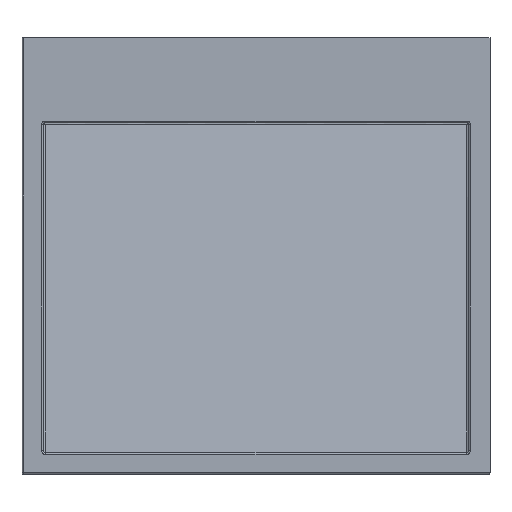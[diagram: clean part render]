
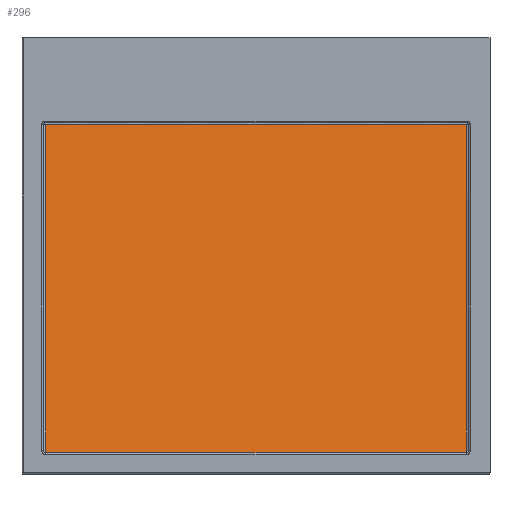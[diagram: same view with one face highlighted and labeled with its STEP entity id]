
A CAD part, top view. The second image highlights one B-rep face of the part: STEP entity #296.
In plain terms, the highlighted planar face has unit normal (0, 0.156, 0.988).
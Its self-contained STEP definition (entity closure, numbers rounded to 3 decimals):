
#296=ADVANCED_FACE('',(#597),#433,.F.);
#433=PLANE('',#3620);
#597=FACE_OUTER_BOUND('',#1592,.T.);
#832=LINE('',#5222,#1199);
#841=LINE('',#5241,#1208);
#852=LINE('',#5264,#1219);
#863=LINE('',#5287,#1230);
#872=LINE('',#5306,#1239);
#887=LINE('',#5337,#1254);
#894=LINE('',#5352,#1261);
#909=LINE('',#5423,#1276);
#913=LINE('',#5435,#1280);
#958=LINE('',#5541,#1325);
#959=LINE('',#5542,#1326);
#960=LINE('',#5543,#1327);
#961=LINE('',#5544,#1328);
#962=LINE('',#5545,#1329);
#963=LINE('',#5546,#1330);
#964=LINE('',#5547,#1331);
#965=LINE('',#5548,#1332);
#966=LINE('',#5549,#1333);
#1199=VECTOR('',#4123,1.);
#1208=VECTOR('',#4138,1.);
#1219=VECTOR('',#4157,1.);
#1230=VECTOR('',#4176,1.);
#1239=VECTOR('',#4191,1.);
#1254=VECTOR('',#4218,1.);
#1261=VECTOR('',#4229,1.);
#1276=VECTOR('',#4316,1.);
#1280=VECTOR('',#4328,1.);
#1325=VECTOR('',#4411,1.);
#1326=VECTOR('',#4412,1.);
#1327=VECTOR('',#4413,1.);
#1328=VECTOR('',#4414,1.);
#1329=VECTOR('',#4415,1.);
#1330=VECTOR('',#4416,1.);
#1331=VECTOR('',#4417,1.);
#1332=VECTOR('',#4418,1.);
#1333=VECTOR('',#4419,1.);
#1592=EDGE_LOOP('',(#2295,#2296,#2297,#2298,#2299,#2300,#2301,#2302,#2303,
#2304,#2305,#2306,#2307,#2308,#2309,#2310,#2311,#2312));
#2295=ORIENTED_EDGE('',*,*,#3273,.F.);
#2296=ORIENTED_EDGE('',*,*,#3119,.F.);
#2297=ORIENTED_EDGE('',*,*,#3274,.F.);
#2298=ORIENTED_EDGE('',*,*,#3159,.F.);
#2299=ORIENTED_EDGE('',*,*,#3275,.F.);
#2300=ORIENTED_EDGE('',*,*,#3150,.F.);
#2301=ORIENTED_EDGE('',*,*,#3276,.F.);
#2302=ORIENTED_EDGE('',*,*,#3128,.F.);
#2303=ORIENTED_EDGE('',*,*,#3277,.F.);
#2304=ORIENTED_EDGE('',*,*,#3174,.F.);
#2305=ORIENTED_EDGE('',*,*,#3278,.F.);
#2306=ORIENTED_EDGE('',*,*,#3181,.F.);
#2307=ORIENTED_EDGE('',*,*,#3279,.F.);
#2308=ORIENTED_EDGE('',*,*,#3216,.T.);
#2309=ORIENTED_EDGE('',*,*,#3280,.F.);
#2310=ORIENTED_EDGE('',*,*,#3222,.T.);
#2311=ORIENTED_EDGE('',*,*,#3281,.F.);
#2312=ORIENTED_EDGE('',*,*,#3139,.F.);
#2752=VERTEX_POINT('',#5215);
#2753=VERTEX_POINT('',#5219);
#2760=VERTEX_POINT('',#5238);
#2761=VERTEX_POINT('',#5242);
#2768=VERTEX_POINT('',#5261);
#2769=VERTEX_POINT('',#5265);
#2776=VERTEX_POINT('',#5284);
#2777=VERTEX_POINT('',#5288);
#2784=VERTEX_POINT('',#5307);
#2785=VERTEX_POINT('',#5308);
#2792=VERTEX_POINT('',#5330);
#2793=VERTEX_POINT('',#5334);
#2800=VERTEX_POINT('',#5353);
#2801=VERTEX_POINT('',#5354);
#2817=VERTEX_POINT('',#5418);
#2819=VERTEX_POINT('',#5422);
#2820=VERTEX_POINT('',#5429);
#2823=VERTEX_POINT('',#5434);
#3119=EDGE_CURVE('',#2752,#2753,#832,.T.);
#3128=EDGE_CURVE('',#2761,#2760,#841,.T.);
#3139=EDGE_CURVE('',#2769,#2768,#852,.T.);
#3150=EDGE_CURVE('',#2777,#2776,#863,.T.);
#3159=EDGE_CURVE('',#2784,#2785,#872,.T.);
#3174=EDGE_CURVE('',#2792,#2793,#887,.T.);
#3181=EDGE_CURVE('',#2800,#2801,#894,.T.);
#3216=EDGE_CURVE('',#2817,#2819,#909,.T.);
#3222=EDGE_CURVE('',#2820,#2823,#913,.T.);
#3273=EDGE_CURVE('',#2753,#2769,#958,.T.);
#3274=EDGE_CURVE('',#2785,#2752,#959,.T.);
#3275=EDGE_CURVE('',#2776,#2784,#960,.T.);
#3276=EDGE_CURVE('',#2760,#2777,#961,.T.);
#3277=EDGE_CURVE('',#2793,#2761,#962,.T.);
#3278=EDGE_CURVE('',#2801,#2792,#963,.T.);
#3279=EDGE_CURVE('',#2817,#2800,#964,.T.);
#3280=EDGE_CURVE('',#2820,#2819,#965,.T.);
#3281=EDGE_CURVE('',#2768,#2823,#966,.T.);
#3620=AXIS2_PLACEMENT_3D('',#5550,#4420,#4421);
#4123=DIRECTION('',(1.,0.,0.));
#4138=DIRECTION('',(1.,0.,0.));
#4157=DIRECTION('',(1.,0.,0.));
#4176=DIRECTION('',(1.,0.,0.));
#4191=DIRECTION('',(1.,0.,0.));
#4218=DIRECTION('',(1.,0.,0.));
#4229=DIRECTION('',(1.,0.,0.));
#4316=DIRECTION('',(0.,-0.988,0.156));
#4328=DIRECTION('',(0.,0.988,-0.156));
#4411=DIRECTION('',(1.,0.,0.));
#4412=DIRECTION('',(1.,0.,0.));
#4413=DIRECTION('',(1.,0.,0.));
#4414=DIRECTION('',(1.,0.,0.));
#4415=DIRECTION('',(1.,0.,0.));
#4416=DIRECTION('',(1.,0.,0.));
#4417=DIRECTION('',(1.,0.,0.));
#4418=DIRECTION('',(-1.,0.,0.));
#4419=DIRECTION('',(1.,0.,0.));
#4420=DIRECTION('',(0.,-0.156,-0.988));
#4421=DIRECTION('',(0.,0.988,-0.156));
#5215=CARTESIAN_POINT('',(1543.5,358.988,-129.377));
#5219=CARTESIAN_POINT('',(1563.5,358.988,-129.377));
#5222=CARTESIAN_POINT('',(1543.5,358.988,-129.377));
#5238=CARTESIAN_POINT('',(1353.5,358.988,-129.377));
#5241=CARTESIAN_POINT('',(1333.5,358.988,-129.377));
#5242=CARTESIAN_POINT('',(1333.5,358.988,-129.377));
#5261=CARTESIAN_POINT('',(1633.5,358.988,-129.377));
#5264=CARTESIAN_POINT('',(1613.5,358.988,-129.377));
#5265=CARTESIAN_POINT('',(1613.5,358.988,-129.377));
#5284=CARTESIAN_POINT('',(1423.5,358.988,-129.377));
#5287=CARTESIAN_POINT('',(1403.5,358.988,-129.377));
#5288=CARTESIAN_POINT('',(1403.5,358.988,-129.377));
#5306=CARTESIAN_POINT('',(1473.5,358.988,-129.377));
#5307=CARTESIAN_POINT('',(1473.5,358.988,-129.377));
#5308=CARTESIAN_POINT('',(1493.5,358.988,-129.377));
#5330=CARTESIAN_POINT('',(1263.5,358.988,-129.377));
#5334=CARTESIAN_POINT('',(1283.5,358.988,-129.377));
#5337=CARTESIAN_POINT('',(1263.5,358.988,-129.377));
#5352=CARTESIAN_POINT('',(1192.5,358.988,-129.377));
#5353=CARTESIAN_POINT('',(1192.5,358.988,-129.377));
#5354=CARTESIAN_POINT('',(1212.5,358.988,-129.377));
#5418=CARTESIAN_POINT('',(1166.5,358.988,-129.377));
#5422=CARTESIAN_POINT('',(1166.5,-27.,-68.243));
#5423=CARTESIAN_POINT('',(1166.5,374.132,-131.776));
#5429=CARTESIAN_POINT('',(1660.5,-27.,-68.243));
#5434=CARTESIAN_POINT('',(1660.5,358.988,-129.377));
#5435=CARTESIAN_POINT('',(1660.5,374.132,-131.776));
#5541=CARTESIAN_POINT('',(1199.5,358.988,-129.377));
#5542=CARTESIAN_POINT('',(1199.5,358.988,-129.377));
#5543=CARTESIAN_POINT('',(1199.5,358.988,-129.377));
#5544=CARTESIAN_POINT('',(1199.5,358.988,-129.377));
#5545=CARTESIAN_POINT('',(1199.5,358.988,-129.377));
#5546=CARTESIAN_POINT('',(1199.5,358.988,-129.377));
#5547=CARTESIAN_POINT('',(1199.5,358.988,-129.377));
#5548=CARTESIAN_POINT('',(1663.5,-27.,-68.243));
#5549=CARTESIAN_POINT('',(1199.5,358.988,-129.377));
#5550=CARTESIAN_POINT('',(1199.5,374.132,-131.776));
